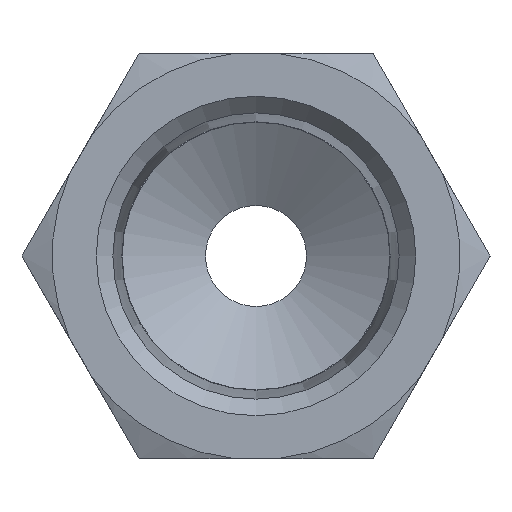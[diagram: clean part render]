
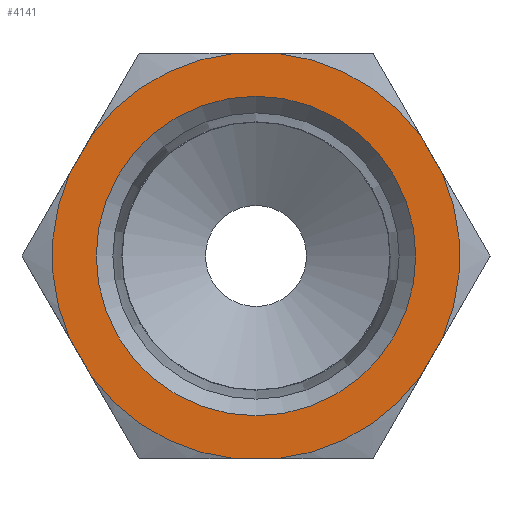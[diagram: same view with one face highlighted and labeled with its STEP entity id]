
A CAD part, left-side view. The second image highlights one B-rep face of the part: STEP entity #4141.
In plain terms, the highlighted planar face has unit normal (-1, 0, 0).
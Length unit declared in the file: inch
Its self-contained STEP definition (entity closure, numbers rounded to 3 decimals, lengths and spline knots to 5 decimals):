
#2952=CARTESIAN_POINT('',(0.0,0.04684,0.4375));
#2953=VERTEX_POINT('',#2952);
#2967=CARTESIAN_POINT('',(0.0,-0.04684,0.4375));
#2968=VERTEX_POINT('',#2967);
#2969=CARTESIAN_POINT('',(0.0,-0.04684,0.4375));
#2970=DIRECTION('',(0.0,1.0,0.0));
#2971=VECTOR('',#2970,0.09367);
#2972=LINE('',#2969,#2971);
#2973=EDGE_CURVE('',#2968,#2953,#2972,.T.);
#3229=CARTESIAN_POINT('',(0.0,0.,0.345));
#3230=VERTEX_POINT('',#3229);
#3231=CARTESIAN_POINT('',(0.0,0.,0.0));
#3232=DIRECTION('',(1.0,0.0,0.0));
#3233=DIRECTION('',(0.0,0.0,-1.0));
#3234=AXIS2_PLACEMENT_3D('',#3231,#3232,#3233);
#3235=CIRCLE('',#3234,0.345);
#3236=EDGE_CURVE('',#3230,#3230,#3235,.T.);
#3730=CARTESIAN_POINT('',(0.0,0.35547,-0.25931));
#3731=VERTEX_POINT('',#3730);
#3745=CARTESIAN_POINT('',(0.0,0.04684,-0.4375));
#3746=VERTEX_POINT('',#3745);
#3760=CARTESIAN_POINT('',(0.0,0.0,0.0));
#3761=DIRECTION('',(-1.0,0.0,0.0));
#3762=DIRECTION('',(0.0,1.0,0.0));
#3763=AXIS2_PLACEMENT_3D('',#3760,#3761,#3762);
#3764=CIRCLE('',#3763,0.44);
#3765=EDGE_CURVE('',#3731,#3746,#3764,.T.);
#3775=CARTESIAN_POINT('',(0.0,0.4023,-0.17819));
#3776=VERTEX_POINT('',#3775);
#3792=CARTESIAN_POINT('',(0.0,0.4023,0.17819));
#3793=VERTEX_POINT('',#3792);
#3794=CARTESIAN_POINT('',(0.0,0.0,0.0));
#3795=DIRECTION('',(-1.0,0.0,0.0));
#3796=DIRECTION('',(0.0,1.0,0.0));
#3797=AXIS2_PLACEMENT_3D('',#3794,#3795,#3796);
#3798=CIRCLE('',#3797,0.44);
#3799=EDGE_CURVE('',#3793,#3776,#3798,.T.);
#3822=CARTESIAN_POINT('',(0.0,0.35547,0.25931));
#3823=VERTEX_POINT('',#3822);
#3837=CARTESIAN_POINT('',(0.0,0.0,0.0));
#3838=DIRECTION('',(-1.0,0.0,0.0));
#3839=DIRECTION('',(0.0,1.0,0.0));
#3840=AXIS2_PLACEMENT_3D('',#3837,#3838,#3839);
#3841=CIRCLE('',#3840,0.44);
#3842=EDGE_CURVE('',#2953,#3823,#3841,.T.);
#3854=CARTESIAN_POINT('',(0.0,-0.35547,0.25931));
#3855=VERTEX_POINT('',#3854);
#3856=CARTESIAN_POINT('',(0.0,0.0,0.0));
#3857=DIRECTION('',(-1.0,0.0,0.0));
#3858=DIRECTION('',(0.0,1.0,0.0));
#3859=AXIS2_PLACEMENT_3D('',#3856,#3857,#3858);
#3860=CIRCLE('',#3859,0.44);
#3861=EDGE_CURVE('',#3855,#2968,#3860,.T.);
#3884=CARTESIAN_POINT('',(0.0,-0.4023,0.17819));
#3885=VERTEX_POINT('',#3884);
#3901=CARTESIAN_POINT('',(0.0,-0.4023,-0.17819));
#3902=VERTEX_POINT('',#3901);
#3903=CARTESIAN_POINT('',(0.0,0.0,0.0));
#3904=DIRECTION('',(-1.0,0.0,0.0));
#3905=DIRECTION('',(0.0,1.0,0.0));
#3906=AXIS2_PLACEMENT_3D('',#3903,#3904,#3905);
#3907=CIRCLE('',#3906,0.44);
#3908=EDGE_CURVE('',#3902,#3885,#3907,.T.);
#3931=CARTESIAN_POINT('',(0.0,-0.35547,-0.25931));
#3932=VERTEX_POINT('',#3931);
#3948=CARTESIAN_POINT('',(0.0,-0.04684,-0.4375));
#3949=VERTEX_POINT('',#3948);
#3950=CARTESIAN_POINT('',(0.0,0.0,0.0));
#3951=DIRECTION('',(-1.0,0.0,0.0));
#3952=DIRECTION('',(0.0,1.0,0.0));
#3953=AXIS2_PLACEMENT_3D('',#3950,#3951,#3952);
#3954=CIRCLE('',#3953,0.44);
#3955=EDGE_CURVE('',#3949,#3932,#3954,.T.);
#3983=CARTESIAN_POINT('',(0.0,-0.4023,0.17819));
#3984=DIRECTION('',(0.0,0.5,0.866));
#3985=VECTOR('',#3984,0.09367);
#3986=LINE('',#3983,#3985);
#3987=EDGE_CURVE('',#3885,#3855,#3986,.T.);
#4023=CARTESIAN_POINT('',(0.0,0.35547,0.25931));
#4024=DIRECTION('',(0.0,0.5,-0.866));
#4025=VECTOR('',#4024,0.09367);
#4026=LINE('',#4023,#4025);
#4027=EDGE_CURVE('',#3823,#3793,#4026,.T.);
#4047=CARTESIAN_POINT('',(0.0,0.04684,-0.4375));
#4048=DIRECTION('',(0.0,-1.0,0.0));
#4049=VECTOR('',#4048,0.09367);
#4050=LINE('',#4047,#4049);
#4051=EDGE_CURVE('',#3746,#3949,#4050,.T.);
#4073=CARTESIAN_POINT('',(0.0,-0.35547,-0.25931));
#4074=DIRECTION('',(0.0,-0.5,0.866));
#4075=VECTOR('',#4074,0.09367);
#4076=LINE('',#4073,#4075);
#4077=EDGE_CURVE('',#3932,#3902,#4076,.T.);
#4094=CARTESIAN_POINT('',(0.0,0.4023,-0.17819));
#4095=DIRECTION('',(0.0,-0.5,-0.866));
#4096=VECTOR('',#4095,0.09367);
#4097=LINE('',#4094,#4096);
#4098=EDGE_CURVE('',#3776,#3731,#4097,.T.);
#4119=CARTESIAN_POINT('',(0.0,0.,0.));
#4120=DIRECTION('',(1.0,0.0,0.0));
#4121=DIRECTION('',(0.0,0.0,-1.0));
#4122=AXIS2_PLACEMENT_3D('',#4119,#4120,#4121);
#4123=PLANE('',#4122);
#4124=ORIENTED_EDGE('',*,*,#3955,.T.);
#4125=ORIENTED_EDGE('',*,*,#4077,.T.);
#4126=ORIENTED_EDGE('',*,*,#3908,.T.);
#4127=ORIENTED_EDGE('',*,*,#3987,.T.);
#4128=ORIENTED_EDGE('',*,*,#3861,.T.);
#4129=ORIENTED_EDGE('',*,*,#2973,.T.);
#4130=ORIENTED_EDGE('',*,*,#3842,.T.);
#4131=ORIENTED_EDGE('',*,*,#4027,.T.);
#4132=ORIENTED_EDGE('',*,*,#3799,.T.);
#4133=ORIENTED_EDGE('',*,*,#4098,.T.);
#4134=ORIENTED_EDGE('',*,*,#3765,.T.);
#4135=ORIENTED_EDGE('',*,*,#4051,.T.);
#4136=EDGE_LOOP('',(#4124,#4125,#4126,#4127,#4128,#4129,#4130,#4131,#4132,#4133,#4134,#4135));
#4137=FACE_OUTER_BOUND('',#4136,.T.);
#4138=ORIENTED_EDGE('',*,*,#3236,.T.);
#4139=EDGE_LOOP('',(#4138));
#4140=FACE_BOUND('',#4139,.T.);
#4141=ADVANCED_FACE('',(#4137,#4140),#4123,.F.);
